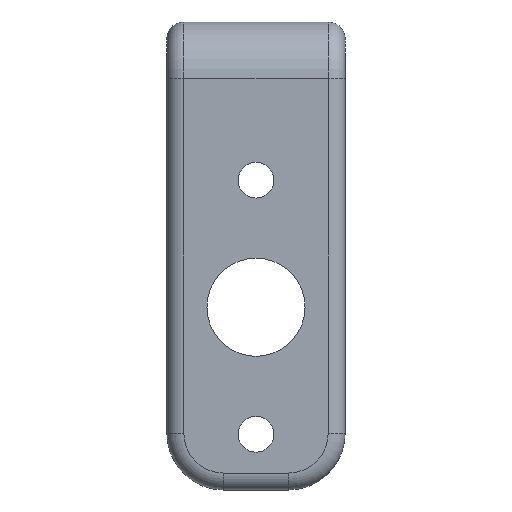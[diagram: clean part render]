
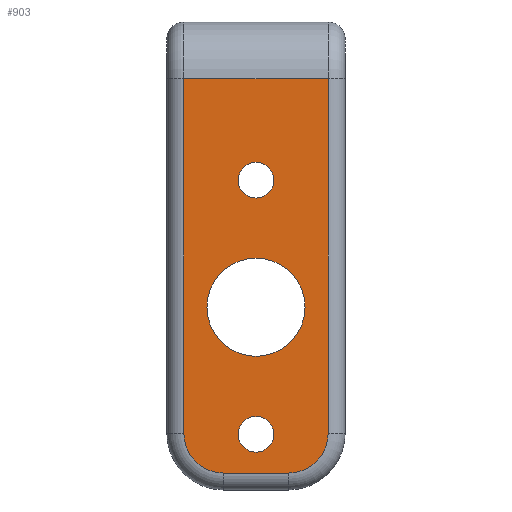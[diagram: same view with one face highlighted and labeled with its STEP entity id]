
A CAD part, left-side view. The second image highlights one B-rep face of the part: STEP entity #903.
In plain terms, the highlighted planar face has unit normal (-1, 0, 0).
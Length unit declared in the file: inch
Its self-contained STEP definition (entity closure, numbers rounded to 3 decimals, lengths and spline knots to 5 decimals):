
#15=FACE_BOUND('',#130,.T.);
#16=FACE_BOUND('',#131,.T.);
#17=FACE_BOUND('',#132,.T.);
#37=PLANE('',#1009);
#79=FACE_OUTER_BOUND('',#129,.T.);
#129=EDGE_LOOP('',(#679,#680,#681,#682,#683,#684));
#130=EDGE_LOOP('',(#685));
#131=EDGE_LOOP('',(#686));
#132=EDGE_LOOP('',(#687));
#184=LINE('',#1435,#238);
#186=LINE('',#1447,#240);
#188=LINE('',#1459,#242);
#206=LINE('',#1537,#260);
#238=VECTOR('',#1118,0.3937);
#240=VECTOR('',#1132,0.3937);
#242=VECTOR('',#1146,0.3937);
#260=VECTOR('',#1224,0.3937);
#298=CIRCLE('',#970,0.175);
#302=CIRCLE('',#976,0.175);
#323=CIRCLE('',#1010,0.21654);
#324=CIRCLE('',#1011,0.07874);
#325=CIRCLE('',#1012,0.07874);
#376=VERTEX_POINT('',#1427);
#378=VERTEX_POINT('',#1433);
#380=VERTEX_POINT('',#1439);
#382=VERTEX_POINT('',#1445);
#384=VERTEX_POINT('',#1451);
#386=VERTEX_POINT('',#1457);
#410=VERTEX_POINT('',#1538);
#411=VERTEX_POINT('',#1540);
#412=VERTEX_POINT('',#1542);
#469=EDGE_CURVE('',#378,#376,#184,.T.);
#472=EDGE_CURVE('',#380,#378,#298,.T.);
#475=EDGE_CURVE('',#382,#380,#186,.T.);
#478=EDGE_CURVE('',#384,#382,#302,.T.);
#481=EDGE_CURVE('',#386,#384,#188,.T.);
#518=EDGE_CURVE('',#376,#386,#206,.T.);
#519=EDGE_CURVE('',#410,#410,#323,.T.);
#520=EDGE_CURVE('',#411,#411,#324,.T.);
#521=EDGE_CURVE('',#412,#412,#325,.T.);
#679=ORIENTED_EDGE('',*,*,#469,.F.);
#680=ORIENTED_EDGE('',*,*,#472,.F.);
#681=ORIENTED_EDGE('',*,*,#475,.F.);
#682=ORIENTED_EDGE('',*,*,#478,.F.);
#683=ORIENTED_EDGE('',*,*,#481,.F.);
#684=ORIENTED_EDGE('',*,*,#518,.F.);
#685=ORIENTED_EDGE('',*,*,#519,.T.);
#686=ORIENTED_EDGE('',*,*,#520,.T.);
#687=ORIENTED_EDGE('',*,*,#521,.T.);
#903=ADVANCED_FACE('',(#79,#15,#16,#17),#37,.T.);
#970=AXIS2_PLACEMENT_3D('',#1441,#1124,#1125);
#976=AXIS2_PLACEMENT_3D('',#1453,#1138,#1139);
#1009=AXIS2_PLACEMENT_3D('',#1536,#1222,#1223);
#1010=AXIS2_PLACEMENT_3D('',#1539,#1225,#1226);
#1011=AXIS2_PLACEMENT_3D('',#1541,#1227,#1228);
#1012=AXIS2_PLACEMENT_3D('',#1543,#1229,#1230);
#1118=DIRECTION('',(0.,0.,1.));
#1124=DIRECTION('center_axis',(1.,0.,0.));
#1125=DIRECTION('ref_axis',(0.,0.707,-0.707));
#1132=DIRECTION('',(0.,1.,0.));
#1138=DIRECTION('center_axis',(1.,0.,0.));
#1139=DIRECTION('ref_axis',(0.,-0.707,-0.707));
#1146=DIRECTION('',(0.,0.,-1.));
#1222=DIRECTION('center_axis',(-1.,0.,0.));
#1223=DIRECTION('ref_axis',(0.,-1.,0.));
#1224=DIRECTION('',(0.,-1.,0.));
#1225=DIRECTION('center_axis',(1.,0.,0.));
#1226=DIRECTION('ref_axis',(0.,0.,-1.));
#1227=DIRECTION('center_axis',(1.,0.,0.));
#1228=DIRECTION('ref_axis',(0.,0.,-1.));
#1229=DIRECTION('center_axis',(1.,0.,0.));
#1230=DIRECTION('ref_axis',(0.,0.,-1.));
#1427=CARTESIAN_POINT('',(0.,0.7124,-0.09252));
#1433=CARTESIAN_POINT('',(0.,0.7124,-1.65945));
#1435=CARTESIAN_POINT('',(0.,0.7124,0.));
#1439=CARTESIAN_POINT('',(0.,0.5374,-1.83445));
#1441=CARTESIAN_POINT('Origin',(0.,0.5374,-1.65945));
#1445=CARTESIAN_POINT('',(0.,0.25,-1.83445));
#1447=CARTESIAN_POINT('',(0.,0.59055,-1.83445));
#1451=CARTESIAN_POINT('',(0.,0.075,-1.65945));
#1453=CARTESIAN_POINT('Origin',(0.,0.25,-1.65945));
#1457=CARTESIAN_POINT('',(0.,0.075,-0.09252));
#1459=CARTESIAN_POINT('',(0.,0.075,0.));
#1536=CARTESIAN_POINT('Origin',(0.,0.7874,0.));
#1537=CARTESIAN_POINT('',(0.,0.59055,-0.09252));
#1538=CARTESIAN_POINT('',(0.,0.3937,-0.88583));
#1539=CARTESIAN_POINT('Origin',(0.,0.3937,-1.10236));
#1540=CARTESIAN_POINT('',(0.,0.3937,-1.58465));
#1541=CARTESIAN_POINT('Origin',(0.,0.3937,-1.66339));
#1542=CARTESIAN_POINT('',(0.,0.3937,-0.4626));
#1543=CARTESIAN_POINT('Origin',(0.,0.3937,-0.54134));
